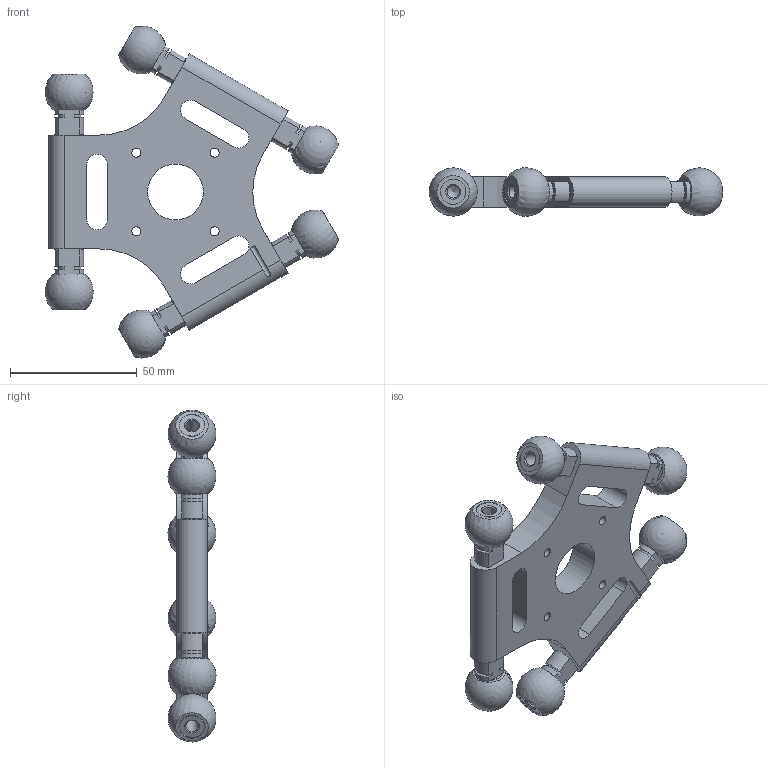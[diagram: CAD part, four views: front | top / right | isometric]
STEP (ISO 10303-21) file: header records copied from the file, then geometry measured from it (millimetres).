
FILE_DESCRIPTION(/* description */ (''),/* implementation_level */ '2;1');
FILE_NAME(/* name */ 'Moving_PlattformSimplyfied_Ersatzobjekt_1.stp',/* time_stamp */ '2023-05-06T11:11:45+02:00',/* author */ ('Serafin Kollegger'),/* organization */ (''),/* preprocessor_version */ 'ST-DEVELOPER v19',/* originating_system */ 'Autodesk Inventor 2023',/* authorisation */ '');
FILE_SCHEMA (('AUTOMOTIVE_DESIGN { 1 0 10303 214 3 1 1 }'));
Length unit declared in the file: millimetre
Products named in the file (1): Moving_PlattformSimplyfied_Ersatzobjekt_1
Bounding box: 115.9 x 19 x 131.22 mm (x, y, z)
Volume: 76957.1 mm3; surface area: 28251.2 mm2
Topology: 1 solids, 4 shells, 218 faces, 613 edges, 399 vertices
Faces by surface type: plane 91, cylinder 73, cone 48, sphere 6
Full cylindrical faces by diameter (mm): 3.5 x4, 4.917 x6, 6.647 x3, 10 x10, 22 x1
Entity records: 7416 total; most frequent: CARTESIAN_POINT 1383, DIRECTION 1254, ORIENTED_EDGE 1190, EDGE_CURVE 595, AXIS2_PLACEMENT_3D 489, VERTEX_POINT 399, LINE 276, VECTOR 276
